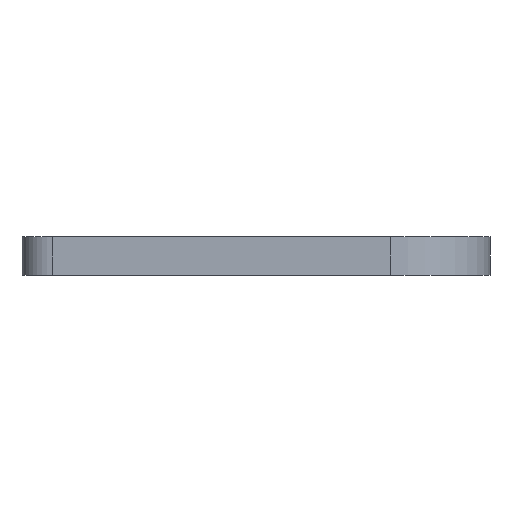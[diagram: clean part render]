
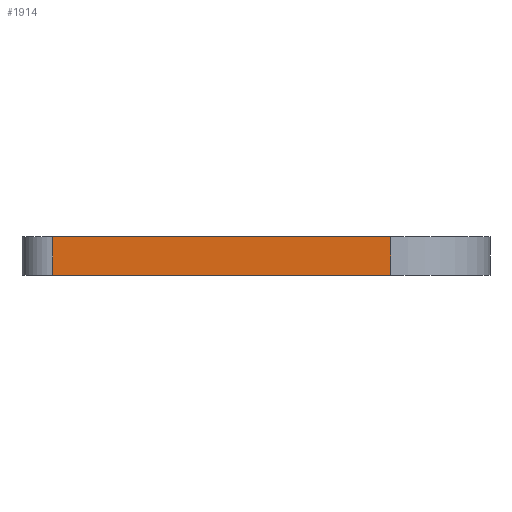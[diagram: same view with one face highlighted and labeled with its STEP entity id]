
A CAD part, left-side view. The second image highlights one B-rep face of the part: STEP entity #1914.
In plain terms, the highlighted planar face has unit normal (-1, 0, 0).
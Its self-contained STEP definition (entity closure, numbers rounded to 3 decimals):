
#1914=ADVANCED_FACE('',(#3434),#3436,.T.);
#3434=FACE_BOUND('',#3435,.T.);
#3435=EDGE_LOOP('',(#4954,#4955,#4956,#4957));
#3436=PLANE('',#3437);
#3437=AXIS2_PLACEMENT_3D('',#3438,#3439,#3440);
#3438=CARTESIAN_POINT('',(0.,0.,0.));
#3439=DIRECTION('',(-1.,0.,0.));
#3440=DIRECTION('',(0.,0.,1.));
#4954=ORIENTED_EDGE('',*,*,#5248,.T.);
#4955=ORIENTED_EDGE('',*,*,#5804,.F.);
#4956=ORIENTED_EDGE('',*,*,#5805,.F.);
#4957=ORIENTED_EDGE('',*,*,#5774,.F.);
#5248=EDGE_CURVE('',#5897,#5925,#5927,.T.);
#5774=EDGE_CURVE('',#5897,#6790,#6791,.T.);
#5804=EDGE_CURVE('',#6834,#5925,#6836,.T.);
#5805=EDGE_CURVE('',#6790,#6834,#6837,.T.);
#5897=VERTEX_POINT('',#7016);
#5925=VERTEX_POINT('',#7079);
#5927=LINE('',#7084,#7085);
#6790=VERTEX_POINT('',#9006);
#6791=LINE('',#9007,#9008);
#6834=VERTEX_POINT('',#9115);
#6836=LINE('',#9120,#9121);
#6837=LINE('',#9123,#9124);
#7016=CARTESIAN_POINT('',(0.,23.65,-2.));
#7079=CARTESIAN_POINT('',(0.,68.,-2.));
#7084=CARTESIAN_POINT('',(0.,23.65,-2.));
#7085=VECTOR('',#7086,1.);
#7086=DIRECTION('',(0.,1.,0.));
#9006=CARTESIAN_POINT('',(0.,23.65,-7.));
#9007=CARTESIAN_POINT('',(0.,23.65,-2.));
#9008=VECTOR('',#9009,1.);
#9009=DIRECTION('',(0.,0.,-1.));
#9115=CARTESIAN_POINT('',(0.,68.,-7.));
#9120=CARTESIAN_POINT('',(0.,68.,-7.));
#9121=VECTOR('',#9122,1.);
#9122=DIRECTION('',(0.,0.,1.));
#9123=CARTESIAN_POINT('',(0.,23.65,-7.));
#9124=VECTOR('',#9125,1.);
#9125=DIRECTION('',(0.,1.,0.));
